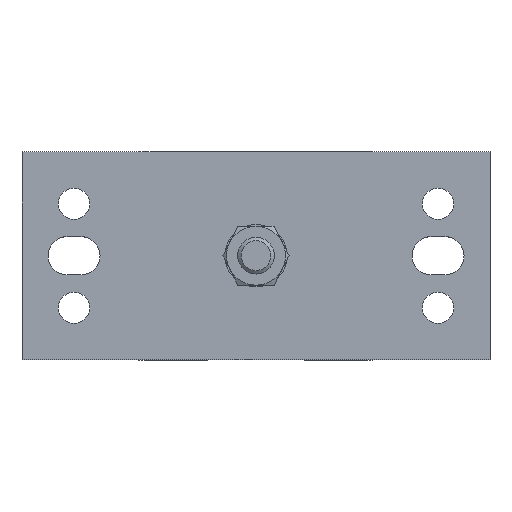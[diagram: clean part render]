
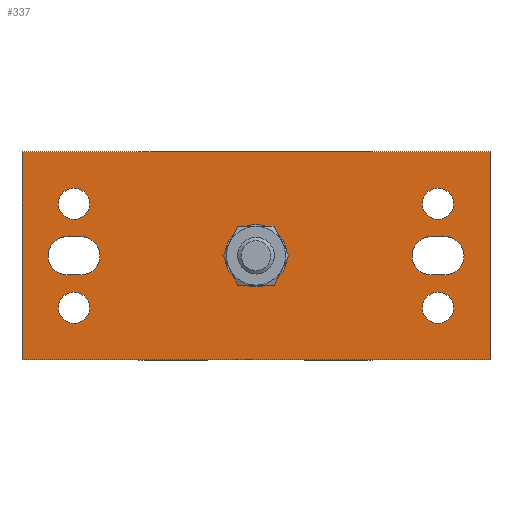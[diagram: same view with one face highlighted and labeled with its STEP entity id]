
A CAD part, top view. The second image highlights one B-rep face of the part: STEP entity #337.
In plain terms, the highlighted planar face has unit normal (0, 0, 1).
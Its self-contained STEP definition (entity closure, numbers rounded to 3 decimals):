
#337 = ADVANCED_FACE( '', ( #797, #798, #799, #800, #801, #802, #803, #804 ), #805, .F. );
#797 = FACE_BOUND( '', #1444, .T. );
#798 = FACE_BOUND( '', #1445, .T. );
#799 = FACE_BOUND( '', #1446, .T. );
#800 = FACE_BOUND( '', #1447, .T. );
#801 = FACE_OUTER_BOUND( '', #1448, .T. );
#802 = FACE_BOUND( '', #1449, .T. );
#803 = FACE_BOUND( '', #1450, .T. );
#804 = FACE_BOUND( '', #1451, .T. );
#805 = PLANE( '', #1452 );
#1444 = EDGE_LOOP( '', ( #2267 ) );
#1445 = EDGE_LOOP( '', ( #2268 ) );
#1446 = EDGE_LOOP( '', ( #2269 ) );
#1447 = EDGE_LOOP( '', ( #2270 ) );
#1448 = EDGE_LOOP( '', ( #2271, #2272, #2273, #2274 ) );
#1449 = EDGE_LOOP( '', ( #2275, #2276, #2277, #2278 ) );
#1450 = EDGE_LOOP( '', ( #2279, #2280, #2281, #2282 ) );
#1451 = EDGE_LOOP( '', ( #2283, #2284, #2285, #2286 ) );
#1452 = AXIS2_PLACEMENT_3D( '', #2287, #2288, #2289 );
#2267 = ORIENTED_EDGE( '', *, *, #3460, .F. );
#2268 = ORIENTED_EDGE( '', *, *, #3623, .F. );
#2269 = ORIENTED_EDGE( '', *, *, #3657, .F. );
#2270 = ORIENTED_EDGE( '', *, *, #3594, .F. );
#2271 = ORIENTED_EDGE( '', *, *, #3571, .F. );
#2272 = ORIENTED_EDGE( '', *, *, #3619, .F. );
#2273 = ORIENTED_EDGE( '', *, *, #3658, .F. );
#2274 = ORIENTED_EDGE( '', *, *, #3659, .F. );
#2275 = ORIENTED_EDGE( '', *, *, #3660, .T. );
#2276 = ORIENTED_EDGE( '', *, *, #3661, .T. );
#2277 = ORIENTED_EDGE( '', *, *, #3525, .T. );
#2278 = ORIENTED_EDGE( '', *, *, #3662, .T. );
#2279 = ORIENTED_EDGE( '', *, *, #3663, .T. );
#2280 = ORIENTED_EDGE( '', *, *, #3664, .T. );
#2281 = ORIENTED_EDGE( '', *, *, #3665, .T. );
#2282 = ORIENTED_EDGE( '', *, *, #3666, .T. );
#2283 = ORIENTED_EDGE( '', *, *, #3577, .F. );
#2284 = ORIENTED_EDGE( '', *, *, #3667, .F. );
#2285 = ORIENTED_EDGE( '', *, *, #3668, .F. );
#2286 = ORIENTED_EDGE( '', *, *, #3491, .F. );
#2287 = CARTESIAN_POINT( '', ( 101.25, 0., 81. ) );
#2288 = DIRECTION( '', ( 0., 0., -1. ) );
#2289 = DIRECTION( '', ( 0., -1., 0. ) );
#3460 = EDGE_CURVE( '', #4054, #4054, #4055, .T. );
#3491 = EDGE_CURVE( '', #4109, #4111, #4112, .F. );
#3525 = EDGE_CURVE( '', #4169, #4167, #4170, .T. );
#3571 = EDGE_CURVE( '', #4245, #4246, #4247, .T. );
#3577 = EDGE_CURVE( '', #4255, #4109, #4257, .T. );
#3594 = EDGE_CURVE( '', #4283, #4283, #4284, .T. );
#3619 = EDGE_CURVE( '', #4324, #4245, #4325, .T. );
#3623 = EDGE_CURVE( '', #4330, #4330, #4331, .T. );
#3657 = EDGE_CURVE( '', #4384, #4384, #4385, .T. );
#3658 = EDGE_CURVE( '', #4386, #4324, #4387, .T. );
#3659 = EDGE_CURVE( '', #4246, #4386, #4388, .T. );
#3660 = EDGE_CURVE( '', #4389, #4390, #4391, .T. );
#3661 = EDGE_CURVE( '', #4390, #4169, #4392, .T. );
#3662 = EDGE_CURVE( '', #4167, #4389, #4393, .T. );
#3663 = EDGE_CURVE( '', #4394, #4395, #4396, .T. );
#3664 = EDGE_CURVE( '', #4395, #4397, #4398, .T. );
#3665 = EDGE_CURVE( '', #4397, #4399, #4400, .T. );
#3666 = EDGE_CURVE( '', #4399, #4394, #4401, .T. );
#3667 = EDGE_CURVE( '', #4402, #4255, #4403, .F. );
#3668 = EDGE_CURVE( '', #4111, #4402, #4404, .T. );
#4054 = VERTEX_POINT( '', #4933 );
#4055 = CIRCLE( '', #4934, 4.5 );
#4109 = VERTEX_POINT( '', #5028 );
#4111 = VERTEX_POINT( '', #5031 );
#4112 = CIRCLE( '', #5032, 5.5 );
#4167 = VERTEX_POINT( '', #5115 );
#4169 = VERTEX_POINT( '', #5118 );
#4170 = CIRCLE( '', #5119, 5.5 );
#4245 = VERTEX_POINT( '', #5260 );
#4246 = VERTEX_POINT( '', #5261 );
#4247 = LINE( '', #5262, #5263 );
#4255 = VERTEX_POINT( '', #5274 );
#4257 = LINE( '', #5277, #5278 );
#4283 = VERTEX_POINT( '', #5311 );
#4284 = CIRCLE( '', #5312, 4.5 );
#4324 = VERTEX_POINT( '', #5360 );
#4325 = LINE( '', #5361, #5362 );
#4330 = VERTEX_POINT( '', #5369 );
#4331 = CIRCLE( '', #5370, 4.5 );
#4384 = VERTEX_POINT( '', #5452 );
#4385 = CIRCLE( '', #5453, 4.5 );
#4386 = VERTEX_POINT( '', #5454 );
#4387 = LINE( '', #5455, #5456 );
#4388 = LINE( '', #5457, #5458 );
#4389 = VERTEX_POINT( '', #5459 );
#4390 = VERTEX_POINT( '', #5460 );
#4391 = CIRCLE( '', #5461, 5.5 );
#4392 = LINE( '', #5462, #5463 );
#4393 = LINE( '', #5464, #5465 );
#4394 = VERTEX_POINT( '', #5466 );
#4395 = VERTEX_POINT( '', #5467 );
#4396 = CIRCLE( '', #5468, 5.5 );
#4397 = VERTEX_POINT( '', #5469 );
#4398 = LINE( '', #5470, #5471 );
#4399 = VERTEX_POINT( '', #5472 );
#4400 = CIRCLE( '', #5473, 5.5 );
#4401 = LINE( '', #5474, #5475 );
#4402 = VERTEX_POINT( '', #5476 );
#4403 = CIRCLE( '', #5477, 5.5 );
#4404 = LINE( '', #5478, #5479 );
#4933 = CARTESIAN_POINT( '', ( 86.25, 10.5, 81. ) );
#4934 = AXIS2_PLACEMENT_3D( '', #6201, #6202, #6203 );
#5028 = CARTESIAN_POINT( '', ( -20.75, 35.5, 81. ) );
#5031 = CARTESIAN_POINT( '', ( -20.75, 24.5, 81. ) );
#5032 = AXIS2_PLACEMENT_3D( '', #6238, #6239, #6240 );
#5115 = CARTESIAN_POINT( '', ( 88.25, 24.5, 81. ) );
#5118 = CARTESIAN_POINT( '', ( 88.25, 35.5, 81. ) );
#5119 = AXIS2_PLACEMENT_3D( '', #6283, #6284, #6285 );
#5260 = CARTESIAN_POINT( '', ( 101.25, 60., 81. ) );
#5261 = CARTESIAN_POINT( '', ( 101.25, 0., 81. ) );
#5262 = CARTESIAN_POINT( '', ( 101.25, 0., 81. ) );
#5263 = VECTOR( '', #6330, 1000. );
#5274 = CARTESIAN_POINT( '', ( -16.75, 35.5, 81. ) );
#5277 = CARTESIAN_POINT( '', ( 101.25, 35.5, 81. ) );
#5278 = VECTOR( '', #6335, 1000. );
#5311 = CARTESIAN_POINT( '', ( -18.75, 40.5, 81. ) );
#5312 = AXIS2_PLACEMENT_3D( '', #6355, #6356, #6357 );
#5360 = CARTESIAN_POINT( '', ( -33.75, 60., 81. ) );
#5361 = CARTESIAN_POINT( '', ( 101.25, 60., 81. ) );
#5362 = VECTOR( '', #6393, 1000. );
#5369 = CARTESIAN_POINT( '', ( 86.25, 40.5, 81. ) );
#5370 = AXIS2_PLACEMENT_3D( '', #6396, #6397, #6398 );
#5452 = CARTESIAN_POINT( '', ( -18.75, 10.5, 81. ) );
#5453 = AXIS2_PLACEMENT_3D( '', #6437, #6438, #6439 );
#5454 = CARTESIAN_POINT( '', ( -33.75, 0., 81. ) );
#5455 = CARTESIAN_POINT( '', ( -33.75, 60., 81. ) );
#5456 = VECTOR( '', #6440, 1000. );
#5457 = CARTESIAN_POINT( '', ( -33.75, 0., 81. ) );
#5458 = VECTOR( '', #6441, 1000. );
#5459 = CARTESIAN_POINT( '', ( 84.25, 24.5, 81. ) );
#5460 = CARTESIAN_POINT( '', ( 84.25, 35.5, 81. ) );
#5461 = AXIS2_PLACEMENT_3D( '', #6442, #6443, #6444 );
#5462 = CARTESIAN_POINT( '', ( 101.25, 35.5, 81. ) );
#5463 = VECTOR( '', #6445, 1000. );
#5464 = CARTESIAN_POINT( '', ( 101.25, 24.5, 81. ) );
#5465 = VECTOR( '', #6446, 1000. );
#5466 = CARTESIAN_POINT( '', ( 31.75, 24.5, 81. ) );
#5467 = CARTESIAN_POINT( '', ( 31.75, 35.5, 81. ) );
#5468 = AXIS2_PLACEMENT_3D( '', #6447, #6448, #6449 );
#5469 = CARTESIAN_POINT( '', ( 35.75, 35.5, 81. ) );
#5470 = CARTESIAN_POINT( '', ( 101.25, 35.5, 81. ) );
#5471 = VECTOR( '', #6450, 1000. );
#5472 = CARTESIAN_POINT( '', ( 35.75, 24.5, 81. ) );
#5473 = AXIS2_PLACEMENT_3D( '', #6451, #6452, #6453 );
#5474 = CARTESIAN_POINT( '', ( 101.25, 24.5, 81. ) );
#5475 = VECTOR( '', #6454, 1000. );
#5476 = CARTESIAN_POINT( '', ( -16.75, 24.5, 81. ) );
#5477 = AXIS2_PLACEMENT_3D( '', #6455, #6456, #6457 );
#5478 = CARTESIAN_POINT( '', ( 101.25, 24.5, 81. ) );
#5479 = VECTOR( '', #6458, 1000. );
#6201 = CARTESIAN_POINT( '', ( 86.25, 15., 81. ) );
#6202 = DIRECTION( '', ( 0., 0., 1. ) );
#6203 = DIRECTION( '', ( 0., -1., 0. ) );
#6238 = CARTESIAN_POINT( '', ( -20.75, 30., 81. ) );
#6239 = DIRECTION( '', ( 0., 0., -1. ) );
#6240 = DIRECTION( '', ( 0., -1., 0. ) );
#6283 = CARTESIAN_POINT( '', ( 88.25, 30., 81. ) );
#6284 = DIRECTION( '', ( 0., 0., -1. ) );
#6285 = DIRECTION( '', ( 0., -1., 0. ) );
#6330 = DIRECTION( '', ( 0., -1., 0. ) );
#6335 = DIRECTION( '', ( -1., 0., 0. ) );
#6355 = CARTESIAN_POINT( '', ( -18.75, 45., 81. ) );
#6356 = DIRECTION( '', ( 0., 0., 1. ) );
#6357 = DIRECTION( '', ( 0., -1., 0. ) );
#6393 = DIRECTION( '', ( 1., 0., 0. ) );
#6396 = CARTESIAN_POINT( '', ( 86.25, 45., 81. ) );
#6397 = DIRECTION( '', ( 0., 0., 1. ) );
#6398 = DIRECTION( '', ( 0., -1., 0. ) );
#6437 = CARTESIAN_POINT( '', ( -18.75, 15., 81. ) );
#6438 = DIRECTION( '', ( 0., 0., 1. ) );
#6439 = DIRECTION( '', ( 0., -1., 0. ) );
#6440 = DIRECTION( '', ( 0., 1., 0. ) );
#6441 = DIRECTION( '', ( -1., 0., 0. ) );
#6442 = CARTESIAN_POINT( '', ( 84.25, 30., 81. ) );
#6443 = DIRECTION( '', ( 0., 0., -1. ) );
#6444 = DIRECTION( '', ( 0., -1., 0. ) );
#6445 = DIRECTION( '', ( 1., 0., 0. ) );
#6446 = DIRECTION( '', ( -1., 0., 0. ) );
#6447 = CARTESIAN_POINT( '', ( 31.75, 30., 81. ) );
#6448 = DIRECTION( '', ( 0., 0., -1. ) );
#6449 = DIRECTION( '', ( 0., -1., 0. ) );
#6450 = DIRECTION( '', ( 1., 0., 0. ) );
#6451 = CARTESIAN_POINT( '', ( 35.75, 30., 81. ) );
#6452 = DIRECTION( '', ( 0., 0., -1. ) );
#6453 = DIRECTION( '', ( 0., -1., 0. ) );
#6454 = DIRECTION( '', ( -1., 0., 0. ) );
#6455 = CARTESIAN_POINT( '', ( -16.75, 30., 81. ) );
#6456 = DIRECTION( '', ( 0., 0., -1. ) );
#6457 = DIRECTION( '', ( 0., -1., 0. ) );
#6458 = DIRECTION( '', ( 1., 0., 0. ) );
